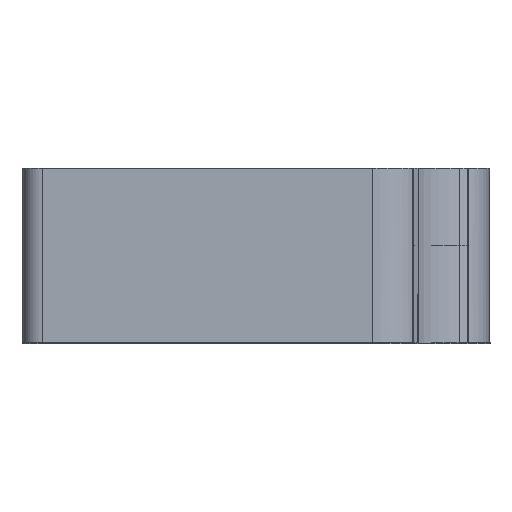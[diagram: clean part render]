
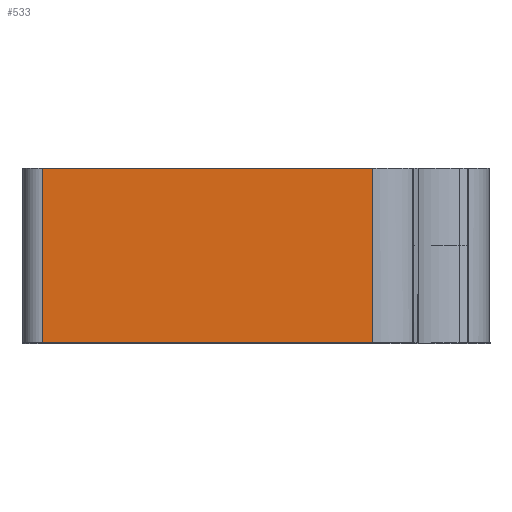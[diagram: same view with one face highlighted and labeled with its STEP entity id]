
A CAD part, front view. The second image highlights one B-rep face of the part: STEP entity #533.
In plain terms, the highlighted planar face has unit normal (0, -1, 0).
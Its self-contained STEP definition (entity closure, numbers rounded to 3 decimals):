
#533 = ADVANCED_FACE( '', ( #1117 ), #1118, .F. );
#1117 = FACE_OUTER_BOUND( '', #1740, .T. );
#1118 = PLANE( '', #1741 );
#1740 = EDGE_LOOP( '', ( #3382, #3383, #3384, #3385 ) );
#1741 = AXIS2_PLACEMENT_3D( '', #3386, #3387, #3388 );
#3382 = ORIENTED_EDGE( '', *, *, #4148, .T. );
#3383 = ORIENTED_EDGE( '', *, *, #4113, .T. );
#3384 = ORIENTED_EDGE( '', *, *, #4146, .F. );
#3385 = ORIENTED_EDGE( '', *, *, #4221, .T. );
#3386 = CARTESIAN_POINT( '', ( -2.4, -2.4, 1.8 ) );
#3387 = DIRECTION( '', ( 0., 1., 0. ) );
#3388 = DIRECTION( '', ( 0., 0., 1. ) );
#4113 = EDGE_CURVE( '', #5050, #5048, #5051, .F. );
#4146 = EDGE_CURVE( '', #5098, #5048, #5100, .T. );
#4148 = EDGE_CURVE( '', #5102, #5050, #5103, .T. );
#4221 = EDGE_CURVE( '', #5098, #5102, #5199, .T. );
#5048 = VERTEX_POINT( '', #6403 );
#5050 = VERTEX_POINT( '', #6405 );
#5051 = LINE( '', #6406, #6407 );
#5098 = VERTEX_POINT( '', #6484 );
#5100 = LINE( '', #6486, #6487 );
#5102 = VERTEX_POINT( '', #6489 );
#5103 = LINE( '', #6490, #6491 );
#5199 = LINE( '', #6680, #6681 );
#6403 = CARTESIAN_POINT( '', ( 1.2, -2.4, 1.8 ) );
#6405 = CARTESIAN_POINT( '', ( 1.2, -2.4, 0. ) );
#6406 = CARTESIAN_POINT( '', ( 1.2, -2.4, 1.8 ) );
#6407 = VECTOR( '', #7514, 1000. );
#6484 = CARTESIAN_POINT( '', ( -2.2, -2.4, 1.8 ) );
#6486 = CARTESIAN_POINT( '', ( -2.4, -2.4, 1.8 ) );
#6487 = VECTOR( '', #7545, 1000. );
#6489 = CARTESIAN_POINT( '', ( -2.2, -2.4, 0. ) );
#6490 = CARTESIAN_POINT( '', ( -2.4, -2.4, 0. ) );
#6491 = VECTOR( '', #7546, 1000. );
#6680 = CARTESIAN_POINT( '', ( -2.2, -2.4, 1.8 ) );
#6681 = VECTOR( '', #7597, 1000. );
#7514 = DIRECTION( '', ( 0., 0., -1. ) );
#7545 = DIRECTION( '', ( 1., 0., 0. ) );
#7546 = DIRECTION( '', ( 1., 0., 0. ) );
#7597 = DIRECTION( '', ( 0., 0., -1. ) );
